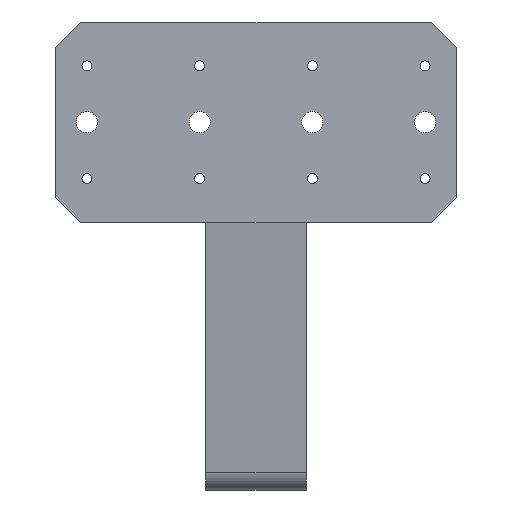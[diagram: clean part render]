
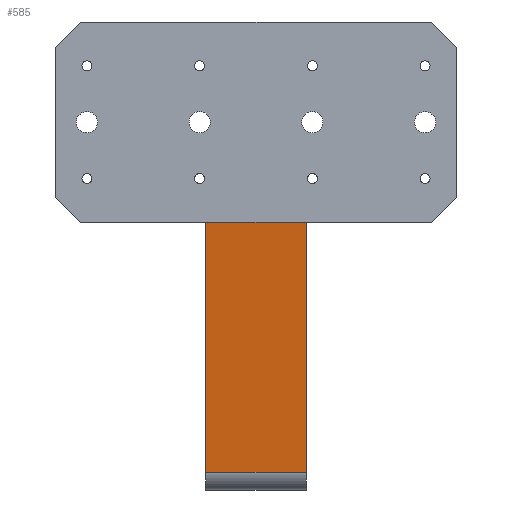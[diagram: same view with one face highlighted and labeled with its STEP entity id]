
A CAD part, front view. The second image highlights one B-rep face of the part: STEP entity #585.
In plain terms, the highlighted planar face has unit normal (0, -0.995, -0.104).
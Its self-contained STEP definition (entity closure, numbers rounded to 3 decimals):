
#555 = VERTEX_POINT ( 'NONE', #1563 ) ;
#585 = ADVANCED_FACE ( 'NONE', ( #1631 ), #1609, .F. ) ;
#586 = ORIENTED_EDGE ( 'NONE', *, *, #587, .T. ) ;
#587 = EDGE_CURVE ( 'NONE', #555, #655, #1616, .T. ) ;
#597 = ORIENTED_EDGE ( 'NONE', *, *, #637, .T. ) ;
#598 = VERTEX_POINT ( 'NONE', #1666 ) ;
#633 = ORIENTED_EDGE ( 'NONE', *, *, #634, .F. ) ;
#634 = EDGE_CURVE ( 'NONE', #635, #655, #991, .T. ) ;
#635 = VERTEX_POINT ( 'NONE', #1756 ) ;
#637 = EDGE_CURVE ( 'NONE', #635, #598, #1750, .T. ) ;
#644 = EDGE_LOOP ( 'NONE', ( #654, #586, #633, #597 ) ) ;
#649 = EDGE_CURVE ( 'NONE', #598, #555, #1787, .T. ) ;
#654 = ORIENTED_EDGE ( 'NONE', *, *, #649, .T. ) ;
#655 = VERTEX_POINT ( 'NONE', #1730 ) ;
#972 = CARTESIAN_POINT ( 'NONE',  ( 20., 48.022, -32.418 ) ) ;
#979 = VECTOR ( 'NONE', #986, 1000. ) ;
#986 = DIRECTION ( 'NONE',  ( 0., 0.105, -0.995 ) ) ;
#991 = LINE ( 'NONE', #972, #979 ) ;
#1563 = CARTESIAN_POINT ( 'NONE',  ( -20., 59.3, -139.725 ) ) ;
#1600 = AXIS2_PLACEMENT_3D ( 'NONE', #1675, #1674, #1673 ) ;
#1609 = PLANE ( 'NONE',  #1600 ) ;
#1615 = CARTESIAN_POINT ( 'NONE',  ( 20., 59.3, -139.725 ) ) ;
#1616 = LINE ( 'NONE', #1615, #1672 ) ;
#1631 = FACE_OUTER_BOUND ( 'NONE', #644, .T. ) ;
#1666 = CARTESIAN_POINT ( 'NONE',  ( -20., 48.775, -39.582 ) ) ;
#1671 = DIRECTION ( 'NONE',  ( 1., 0., 0. ) ) ;
#1672 = VECTOR ( 'NONE', #1671, 1000. ) ;
#1673 = DIRECTION ( 'NONE',  ( 0., -0.105, 0.995 ) ) ;
#1674 = DIRECTION ( 'NONE',  ( 0., 0.995, 0.105 ) ) ;
#1675 = CARTESIAN_POINT ( 'NONE',  ( 20., 48.022, -32.418 ) ) ;
#1730 = CARTESIAN_POINT ( 'NONE',  ( 20., 59.3, -139.725 ) ) ;
#1747 = DIRECTION ( 'NONE',  ( -1., 0., 0. ) ) ;
#1748 = VECTOR ( 'NONE', #1747, 1000. ) ;
#1749 = CARTESIAN_POINT ( 'NONE',  ( -20., 48.775, -39.582 ) ) ;
#1750 = LINE ( 'NONE', #1749, #1748 ) ;
#1756 = CARTESIAN_POINT ( 'NONE',  ( 20., 48.775, -39.582 ) ) ;
#1783 = DIRECTION ( 'NONE',  ( 0., 0.105, -0.995 ) ) ;
#1784 = VECTOR ( 'NONE', #1783, 1000. ) ;
#1785 = CARTESIAN_POINT ( 'NONE',  ( -20., 48.022, -32.418 ) ) ;
#1787 = LINE ( 'NONE', #1785, #1784 ) ;
